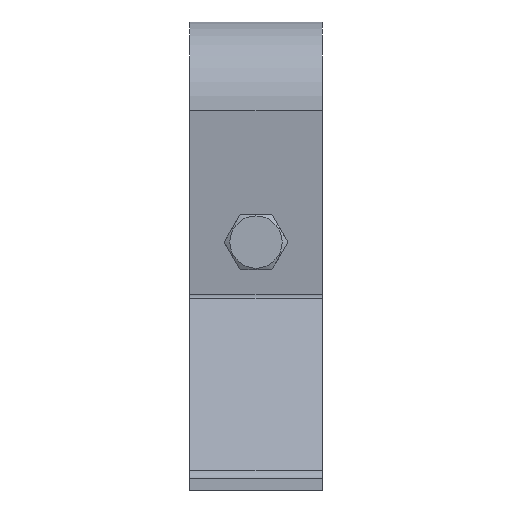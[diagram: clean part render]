
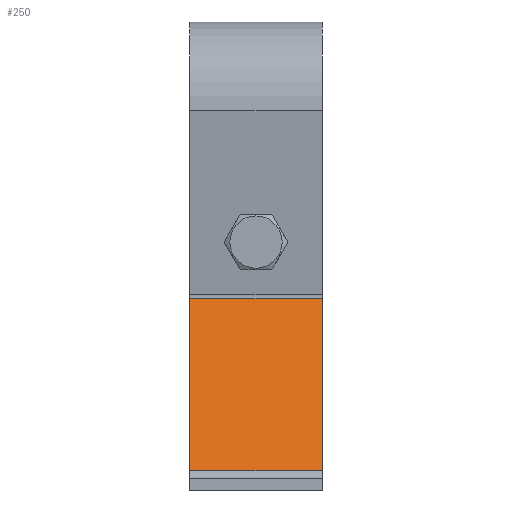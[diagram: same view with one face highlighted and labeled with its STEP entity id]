
A CAD part, left-side view. The second image highlights one B-rep face of the part: STEP entity #250.
In plain terms, the highlighted planar face has unit normal (-0.962, 0, 0.275).
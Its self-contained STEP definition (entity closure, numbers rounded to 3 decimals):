
#250=ADVANCED_FACE('',(#840),#842,.T.);
#840=FACE_BOUND('',#841,.T.);
#841=EDGE_LOOP('',(#1344,#1345,#1346,#1347));
#842=PLANE('',#843);
#843=AXIS2_PLACEMENT_3D('',#844,#845,#846);
#844=CARTESIAN_POINT('',(-21.094,-12.,-65.549));
#845=DIRECTION('',(-0.962,0.,0.275));
#846=DIRECTION('',(0.275,0.,0.962));
#1344=ORIENTED_EDGE('',*,*,#1559,.T.);
#1345=ORIENTED_EDGE('',*,*,#1594,.T.);
#1346=ORIENTED_EDGE('',*,*,#1584,.F.);
#1347=ORIENTED_EDGE('',*,*,#1604,.F.);
#1559=EDGE_CURVE('',#1737,#1735,#1738,.T.);
#1584=EDGE_CURVE('',#1781,#1783,#1784,.T.);
#1594=EDGE_CURVE('',#1735,#1783,#1798,.T.);
#1604=EDGE_CURVE('',#1737,#1781,#1812,.T.);
#1735=VERTEX_POINT('',#2066);
#1737=VERTEX_POINT('',#2071);
#1738=LINE('',#2072,#2073);
#1781=VERTEX_POINT('',#2174);
#1783=VERTEX_POINT('',#2179);
#1784=LINE('',#2180,#2181);
#1798=LINE('',#2218,#2219);
#1812=LINE('',#2254,#2255);
#2066=CARTESIAN_POINT('',(-12.143,-12.,-34.221));
#2071=CARTESIAN_POINT('',(-21.094,-12.,-65.549));
#2072=CARTESIAN_POINT('',(-21.094,-12.,-65.549));
#2073=VECTOR('',#2074,1.);
#2074=DIRECTION('',(0.275,0.,0.962));
#2174=CARTESIAN_POINT('',(-21.094,12.,-65.549));
#2179=CARTESIAN_POINT('',(-12.143,12.,-34.221));
#2180=CARTESIAN_POINT('',(-21.094,12.,-65.549));
#2181=VECTOR('',#2182,1.);
#2182=DIRECTION('',(0.275,0.,0.962));
#2218=CARTESIAN_POINT('',(-12.143,-12.,-34.221));
#2219=VECTOR('',#2220,1.);
#2220=DIRECTION('',(0.,1.,0.));
#2254=CARTESIAN_POINT('',(-21.094,-12.,-65.549));
#2255=VECTOR('',#2256,1.);
#2256=DIRECTION('',(0.,1.,0.));
